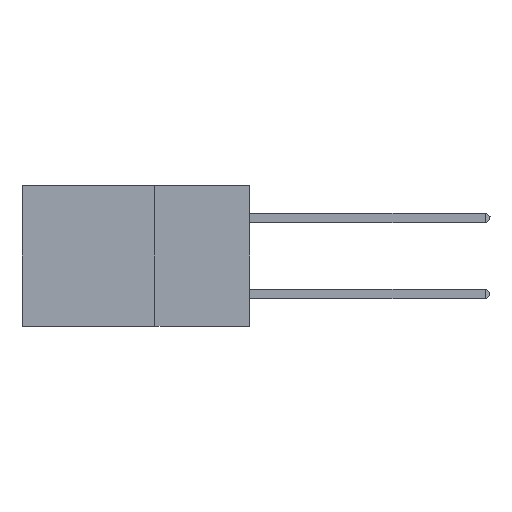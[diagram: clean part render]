
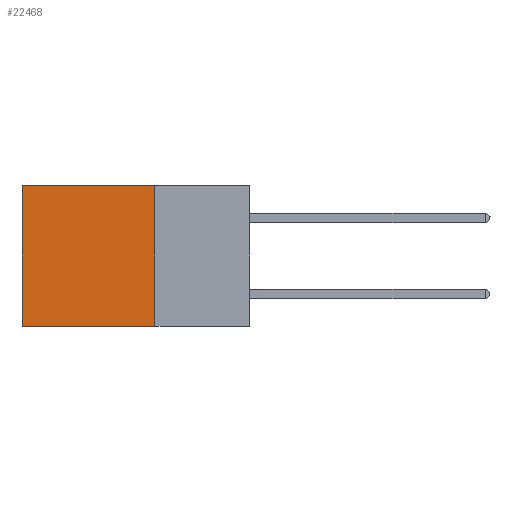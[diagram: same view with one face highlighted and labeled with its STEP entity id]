
A CAD part, left-side view. The second image highlights one B-rep face of the part: STEP entity #22468.
In plain terms, the highlighted planar face has unit normal (-1, 0, 0).
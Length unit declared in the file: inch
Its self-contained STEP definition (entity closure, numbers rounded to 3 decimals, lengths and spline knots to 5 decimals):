
#862 = CARTESIAN_POINT ( 'NONE',  ( 0.2875, 0.6, 0. ) ) ;
#899 = FACE_OUTER_BOUND ( 'NONE', #18633, .T. ) ;
#1818 = DIRECTION ( 'NONE',  ( 0., 1., 0. ) ) ;
#2152 = CARTESIAN_POINT ( 'NONE',  ( 0.2875, 0.25, 0. ) ) ;
#3532 = CARTESIAN_POINT ( 'NONE',  ( 0.2875, 0.25, -0.37 ) ) ;
#5881 = VECTOR ( 'NONE', #15232, 39.37008 ) ;
#6543 = EDGE_CURVE ( 'NONE', #22090, #10557, #11419, .T. ) ;
#6966 = EDGE_CURVE ( 'NONE', #18356, #10557, #22637, .T. ) ;
#8349 = EDGE_CURVE ( 'NONE', #8484, #22090, #10120, .T. ) ;
#8484 = VERTEX_POINT ( 'NONE', #2152 ) ;
#8973 = DIRECTION ( 'NONE',  ( 1., 0., 0. ) ) ;
#10120 = LINE ( 'NONE', #24444, #14632 ) ;
#10234 = ORIENTED_EDGE ( 'NONE', *, *, #6543, .T. ) ;
#10557 = VERTEX_POINT ( 'NONE', #16360 ) ;
#11419 = LINE ( 'NONE', #862, #22086 ) ;
#11436 = CARTESIAN_POINT ( 'NONE',  ( 0.2875, 0.25, 0. ) ) ;
#11830 = CARTESIAN_POINT ( 'NONE',  ( 0.2875, 0.6, 0. ) ) ;
#12750 = ORIENTED_EDGE ( 'NONE', *, *, #8349, .T. ) ;
#13167 = ORIENTED_EDGE ( 'NONE', *, *, #19926, .F. ) ;
#13414 = AXIS2_PLACEMENT_3D ( 'NONE', #14653, #8973, #22216 ) ;
#14222 = DIRECTION ( 'NONE',  ( 0., 0., -1. ) ) ;
#14632 = VECTOR ( 'NONE', #1818, 39.37008 ) ;
#14653 = CARTESIAN_POINT ( 'NONE',  ( 0.2875, 0.25, 0. ) ) ;
#15232 = DIRECTION ( 'NONE',  ( 0., 0., -1. ) ) ;
#16360 = CARTESIAN_POINT ( 'NONE',  ( 0.2875, 0.6, -0.37 ) ) ;
#17123 = VECTOR ( 'NONE', #20072, 39.37008 ) ;
#17543 = ORIENTED_EDGE ( 'NONE', *, *, #6966, .F. ) ;
#18125 = CARTESIAN_POINT ( 'NONE',  ( 0.2875, 0.25, -0.37 ) ) ;
#18356 = VERTEX_POINT ( 'NONE', #3532 ) ;
#18633 = EDGE_LOOP ( 'NONE', ( #10234, #17543, #13167, #12750 ) ) ;
#19926 = EDGE_CURVE ( 'NONE', #8484, #18356, #21574, .T. ) ;
#20072 = DIRECTION ( 'NONE',  ( 0., 1., 0. ) ) ;
#20352 = PLANE ( 'NONE',  #13414 ) ;
#21574 = LINE ( 'NONE', #11436, #5881 ) ;
#22086 = VECTOR ( 'NONE', #14222, 39.37008 ) ;
#22090 = VERTEX_POINT ( 'NONE', #11830 ) ;
#22216 = DIRECTION ( 'NONE',  ( 0., 0., -1. ) ) ;
#22468 = ADVANCED_FACE ( 'NONE', ( #899 ), #20352, .F. ) ;
#22637 = LINE ( 'NONE', #18125, #17123 ) ;
#24444 = CARTESIAN_POINT ( 'NONE',  ( 0.2875, 0.25, 0. ) ) ;
